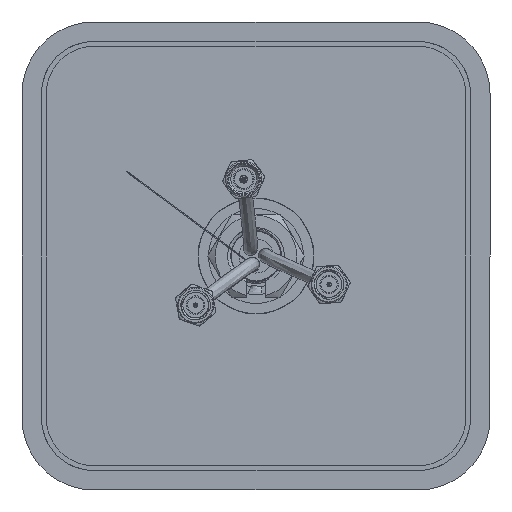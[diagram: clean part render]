
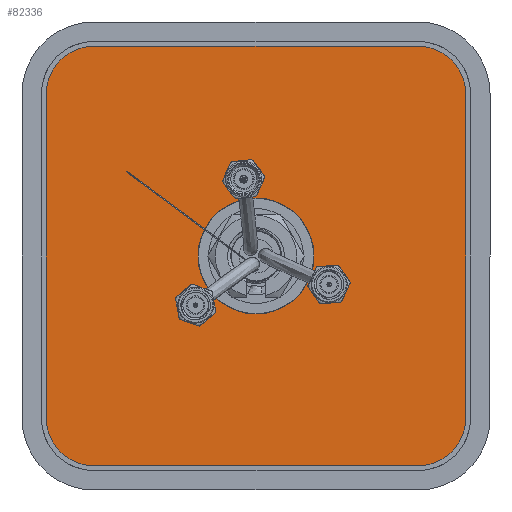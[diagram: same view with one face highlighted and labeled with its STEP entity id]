
A CAD part, front view. The second image highlights one B-rep face of the part: STEP entity #82336.
In plain terms, the highlighted planar face has unit normal (0, -1, 0).
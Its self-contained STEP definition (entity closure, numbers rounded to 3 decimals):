
#1830 = VERTEX_POINT ( 'NONE', #2869 ) ;
#1891 = ORIENTED_EDGE ( 'NONE', *, *, #66072, .F. ) ;
#2759 = ORIENTED_EDGE ( 'NONE', *, *, #53567, .F. ) ;
#2869 = CARTESIAN_POINT ( 'NONE',  ( -45.25, -0.4, 35.01 ) ) ;
#3344 = ORIENTED_EDGE ( 'NONE', *, *, #42307, .F. ) ;
#4155 = CARTESIAN_POINT ( 'NONE',  ( 0., -0.4, 12.5 ) ) ;
#4613 = EDGE_LOOP ( 'NONE', ( #73513 ) ) ;
#5383 = EDGE_CURVE ( 'NONE', #78587, #1830, #17656, .T. ) ;
#5663 = CIRCLE ( 'NONE', #44537, 10.24 ) ;
#6197 = ORIENTED_EDGE ( 'NONE', *, *, #70601, .F. ) ;
#6283 = EDGE_CURVE ( 'NONE', #63719, #63719, #84693, .T. ) ;
#7387 = CARTESIAN_POINT ( 'NONE',  ( 35.01, -0.4, -35.01 ) ) ;
#8503 = DIRECTION ( 'NONE',  ( -1., 0., 0. ) ) ;
#10363 = EDGE_CURVE ( 'NONE', #86039, #73728, #26045, .T. ) ;
#10691 = DIRECTION ( 'NONE',  ( 0., 0., 1. ) ) ;
#13103 = VECTOR ( 'NONE', #46498, 1000. ) ;
#14278 = CARTESIAN_POINT ( 'NONE',  ( -35.01, -0.4, 45.25 ) ) ;
#14815 = VECTOR ( 'NONE', #35170, 1000. ) ;
#15775 = CARTESIAN_POINT ( 'NONE',  ( -35.01, -0.4, -45.25 ) ) ;
#16675 = ORIENTED_EDGE ( 'NONE', *, *, #5383, .F. ) ;
#17656 = LINE ( 'NONE', #31559, #38808 ) ;
#18697 = FACE_OUTER_BOUND ( 'NONE', #78177, .T. ) ;
#24608 = CARTESIAN_POINT ( 'NONE',  ( 45.25, -0.4, -35.01 ) ) ;
#25522 = AXIS2_PLACEMENT_3D ( 'NONE', #32432, #26334, #79364 ) ;
#26045 = LINE ( 'NONE', #57811, #13103 ) ;
#26334 = DIRECTION ( 'NONE',  ( 0., 1., 0. ) ) ;
#28034 = LINE ( 'NONE', #54166, #56339 ) ;
#28930 = EDGE_CURVE ( 'NONE', #65774, #57635, #28034, .T. ) ;
#29242 = VERTEX_POINT ( 'NONE', #84317 ) ;
#29767 = CARTESIAN_POINT ( 'NONE',  ( 45.25, -0.4, 35.01 ) ) ;
#31559 = CARTESIAN_POINT ( 'NONE',  ( -45.25, -0.4, 35.01 ) ) ;
#32432 = CARTESIAN_POINT ( 'NONE',  ( -35.01, -0.4, 35.01 ) ) ;
#33177 = CARTESIAN_POINT ( 'NONE',  ( 0., -0.4, 0. ) ) ;
#34257 = ORIENTED_EDGE ( 'NONE', *, *, #10363, .F. ) ;
#35170 = DIRECTION ( 'NONE',  ( 1., 0., 0. ) ) ;
#37309 = DIRECTION ( 'NONE',  ( 0., 0., -1. ) ) ;
#38808 = VECTOR ( 'NONE', #50286, 1000. ) ;
#42307 = EDGE_CURVE ( 'NONE', #29242, #86039, #49338, .T. ) ;
#43319 = DIRECTION ( 'NONE',  ( 0., 1., 0. ) ) ;
#44537 = AXIS2_PLACEMENT_3D ( 'NONE', #51690, #79062, #46924 ) ;
#45959 = DIRECTION ( 'NONE',  ( 0., 1., 0. ) ) ;
#46498 = DIRECTION ( 'NONE',  ( 0., 0., -1. ) ) ;
#46924 = DIRECTION ( 'NONE',  ( 0., 0., 1. ) ) ;
#47241 = AXIS2_PLACEMENT_3D ( 'NONE', #33177, #59722, #53181 ) ;
#49338 = CIRCLE ( 'NONE', #75679, 10.24 ) ;
#50286 = DIRECTION ( 'NONE',  ( 0., 0., 1. ) ) ;
#50677 = CARTESIAN_POINT ( 'NONE',  ( 35.01, -0.4, -35.01 ) ) ;
#51690 = CARTESIAN_POINT ( 'NONE',  ( -35.01, -0.4, -35.01 ) ) ;
#51734 = CIRCLE ( 'NONE', #69826, 10.24 ) ;
#52032 = CARTESIAN_POINT ( 'NONE',  ( 35.01, -0.4, 35.01 ) ) ;
#53181 = DIRECTION ( 'NONE',  ( 0., 0., 1. ) ) ;
#53567 = EDGE_CURVE ( 'NONE', #1830, #73574, #85224, .T. ) ;
#53813 = CARTESIAN_POINT ( 'NONE',  ( -35.01, -0.4, 45.25 ) ) ;
#54166 = CARTESIAN_POINT ( 'NONE',  ( -35.01, -0.4, -45.25 ) ) ;
#56339 = VECTOR ( 'NONE', #8503, 1000. ) ;
#57635 = VERTEX_POINT ( 'NONE', #15775 ) ;
#57811 = CARTESIAN_POINT ( 'NONE',  ( 45.25, -0.4, 35.01 ) ) ;
#58440 = EDGE_CURVE ( 'NONE', #73574, #29242, #73838, .T. ) ;
#59722 = DIRECTION ( 'NONE',  ( 0., 1., 0. ) ) ;
#60738 = ORIENTED_EDGE ( 'NONE', *, *, #58440, .F. ) ;
#63719 = VERTEX_POINT ( 'NONE', #4155 ) ;
#64389 = FACE_BOUND ( 'NONE', #4613, .T. ) ;
#65774 = VERTEX_POINT ( 'NONE', #79711 ) ;
#66072 = EDGE_CURVE ( 'NONE', #73728, #65774, #51734, .T. ) ;
#67495 = AXIS2_PLACEMENT_3D ( 'NONE', #7387, #67815, #73044 ) ;
#67815 = DIRECTION ( 'NONE',  ( 0., 1., 0. ) ) ;
#69826 = AXIS2_PLACEMENT_3D ( 'NONE', #50677, #43319, #10691 ) ;
#70601 = EDGE_CURVE ( 'NONE', #57635, #78587, #5663, .T. ) ;
#72122 = CARTESIAN_POINT ( 'NONE',  ( -45.25, -0.4, -35.01 ) ) ;
#72184 = PLANE ( 'NONE',  #67495 ) ;
#73044 = DIRECTION ( 'NONE',  ( 0., 0., 1. ) ) ;
#73197 = ORIENTED_EDGE ( 'NONE', *, *, #28930, .F. ) ;
#73513 = ORIENTED_EDGE ( 'NONE', *, *, #6283, .T. ) ;
#73574 = VERTEX_POINT ( 'NONE', #53813 ) ;
#73728 = VERTEX_POINT ( 'NONE', #24608 ) ;
#73838 = LINE ( 'NONE', #14278, #14815 ) ;
#75679 = AXIS2_PLACEMENT_3D ( 'NONE', #52032, #45959, #37309 ) ;
#78177 = EDGE_LOOP ( 'NONE', ( #1891, #34257, #3344, #60738, #2759, #16675, #6197, #73197 ) ) ;
#78587 = VERTEX_POINT ( 'NONE', #72122 ) ;
#79062 = DIRECTION ( 'NONE',  ( 0., 1., 0. ) ) ;
#79364 = DIRECTION ( 'NONE',  ( 0., 0., -1. ) ) ;
#79711 = CARTESIAN_POINT ( 'NONE',  ( 35.01, -0.4, -45.25 ) ) ;
#82336 = ADVANCED_FACE ( 'NONE', ( #18697, #64389 ), #72184, .F. ) ;
#84317 = CARTESIAN_POINT ( 'NONE',  ( 35.01, -0.4, 45.25 ) ) ;
#84693 = CIRCLE ( 'NONE', #47241, 12.5 ) ;
#85224 = CIRCLE ( 'NONE', #25522, 10.24 ) ;
#86039 = VERTEX_POINT ( 'NONE', #29767 ) ;
